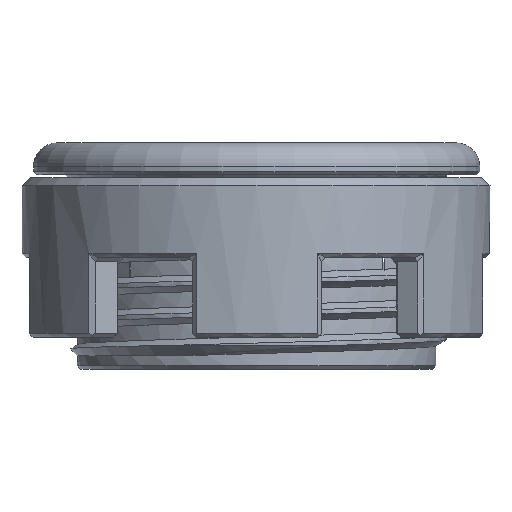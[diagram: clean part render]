
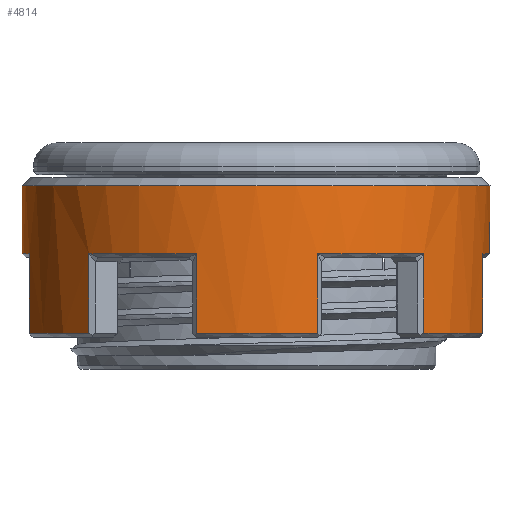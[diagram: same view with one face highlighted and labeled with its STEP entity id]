
A CAD part, left-side view. The second image highlights one B-rep face of the part: STEP entity #4814.
In plain terms, the highlighted cylindrical face has radius 14.68 mm (diameter 29.361 mm), a full revolution.
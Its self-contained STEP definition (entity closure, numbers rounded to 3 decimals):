
#688=LINE('',#10829,#1036);
#726=LINE('',#10977,#1074);
#746=LINE('',#11053,#1094);
#766=LINE('',#11129,#1114);
#782=LINE('',#11193,#1130);
#783=LINE('',#11199,#1131);
#784=LINE('',#11201,#1132);
#785=LINE('',#11205,#1133);
#786=LINE('',#11209,#1134);
#787=LINE('',#11212,#1135);
#788=LINE('',#11215,#1136);
#789=LINE('',#11218,#1137);
#790=LINE('',#11221,#1138);
#1036=VECTOR('',#6021,10.);
#1074=VECTOR('',#6129,10.);
#1094=VECTOR('',#6185,10.);
#1114=VECTOR('',#6241,10.);
#1130=VECTOR('',#6287,10.);
#1131=VECTOR('',#6296,14.68);
#1132=VECTOR('',#6297,10.);
#1133=VECTOR('',#6300,10.);
#1134=VECTOR('',#6303,10.);
#1135=VECTOR('',#6306,10.);
#1136=VECTOR('',#6309,10.);
#1137=VECTOR('',#6312,10.);
#1138=VECTOR('',#6315,10.);
#1224=CYLINDRICAL_SURFACE('',#5218,14.68);
#1429=FACE_OUTER_BOUND('',#1684,.T.);
#1684=EDGE_LOOP('',(#4403,#4404,#4405,#4406,#4407,#4408,#4409,#4410,#4411,
#4412,#4413,#4414,#4415,#4416,#4417,#4418,#4419,#4420,#4421,#4422,#4423,
#4424,#4425,#4426,#4427,#4428,#4429,#4430));
#1843=CIRCLE('',#5113,14.68);
#1844=CIRCLE('',#5114,14.68);
#1848=CIRCLE('',#5132,14.68);
#1852=CIRCLE('',#5149,14.68);
#1856=CIRCLE('',#5167,14.68);
#1860=CIRCLE('',#5185,14.68);
#1865=CIRCLE('',#5214,14.68);
#1866=CIRCLE('',#5219,14.68);
#1867=CIRCLE('',#5220,14.68);
#1868=CIRCLE('',#5221,14.68);
#1869=CIRCLE('',#5222,14.68);
#1870=CIRCLE('',#5223,14.68);
#1871=CIRCLE('',#5224,14.68);
#1872=CIRCLE('',#5225,14.68);
#2227=VERTEX_POINT('',#10765);
#2228=VERTEX_POINT('',#10769);
#2229=VERTEX_POINT('',#10771);
#2243=VERTEX_POINT('',#10828);
#2248=VERTEX_POINT('',#10843);
#2249=VERTEX_POINT('',#10847);
#2267=VERTEX_POINT('',#10915);
#2268=VERTEX_POINT('',#10919);
#2282=VERTEX_POINT('',#10976);
#2287=VERTEX_POINT('',#10991);
#2288=VERTEX_POINT('',#10995);
#2302=VERTEX_POINT('',#11052);
#2307=VERTEX_POINT('',#11067);
#2308=VERTEX_POINT('',#11071);
#2322=VERTEX_POINT('',#11128);
#2336=VERTEX_POINT('',#11185);
#2337=VERTEX_POINT('',#11197);
#2338=VERTEX_POINT('',#11200);
#2339=VERTEX_POINT('',#11202);
#2340=VERTEX_POINT('',#11204);
#2341=VERTEX_POINT('',#11206);
#2342=VERTEX_POINT('',#11208);
#2343=VERTEX_POINT('',#11211);
#2344=VERTEX_POINT('',#11214);
#2345=VERTEX_POINT('',#11217);
#2346=VERTEX_POINT('',#11219);
#2864=EDGE_CURVE('',#2227,#2228,#1843,.T.);
#2865=EDGE_CURVE('',#2228,#2229,#1844,.T.);
#2891=EDGE_CURVE('',#2229,#2243,#688,.T.);
#2897=EDGE_CURVE('',#2248,#2249,#1848,.T.);
#2927=EDGE_CURVE('',#2267,#2268,#1852,.T.);
#2953=EDGE_CURVE('',#2268,#2282,#726,.T.);
#2959=EDGE_CURVE('',#2287,#2288,#1856,.T.);
#2985=EDGE_CURVE('',#2288,#2302,#746,.T.);
#2991=EDGE_CURVE('',#2307,#2308,#1860,.T.);
#3017=EDGE_CURVE('',#2308,#2322,#766,.T.);
#3043=EDGE_CURVE('',#2243,#2336,#1865,.T.);
#3044=EDGE_CURVE('',#2336,#2248,#782,.T.);
#3045=EDGE_CURVE('',#2337,#2337,#1866,.T.);
#3046=EDGE_CURVE('',#2337,#2228,#783,.T.);
#3047=EDGE_CURVE('',#2338,#2227,#784,.T.);
#3048=EDGE_CURVE('',#2339,#2338,#1867,.T.);
#3049=EDGE_CURVE('',#2340,#2339,#785,.T.);
#3050=EDGE_CURVE('',#2341,#2340,#1868,.T.);
#3051=EDGE_CURVE('',#2342,#2341,#786,.T.);
#3052=EDGE_CURVE('',#2322,#2342,#1869,.T.);
#3053=EDGE_CURVE('',#2343,#2307,#787,.T.);
#3054=EDGE_CURVE('',#2302,#2343,#1870,.T.);
#3055=EDGE_CURVE('',#2344,#2287,#788,.T.);
#3056=EDGE_CURVE('',#2282,#2344,#1871,.T.);
#3057=EDGE_CURVE('',#2345,#2267,#789,.T.);
#3058=EDGE_CURVE('',#2346,#2345,#1872,.T.);
#3059=EDGE_CURVE('',#2249,#2346,#790,.T.);
#4403=ORIENTED_EDGE('',*,*,#3045,.F.);
#4404=ORIENTED_EDGE('',*,*,#3046,.T.);
#4405=ORIENTED_EDGE('',*,*,#2864,.F.);
#4406=ORIENTED_EDGE('',*,*,#3047,.F.);
#4407=ORIENTED_EDGE('',*,*,#3048,.F.);
#4408=ORIENTED_EDGE('',*,*,#3049,.F.);
#4409=ORIENTED_EDGE('',*,*,#3050,.F.);
#4410=ORIENTED_EDGE('',*,*,#3051,.F.);
#4411=ORIENTED_EDGE('',*,*,#3052,.F.);
#4412=ORIENTED_EDGE('',*,*,#3017,.F.);
#4413=ORIENTED_EDGE('',*,*,#2991,.F.);
#4414=ORIENTED_EDGE('',*,*,#3053,.F.);
#4415=ORIENTED_EDGE('',*,*,#3054,.F.);
#4416=ORIENTED_EDGE('',*,*,#2985,.F.);
#4417=ORIENTED_EDGE('',*,*,#2959,.F.);
#4418=ORIENTED_EDGE('',*,*,#3055,.F.);
#4419=ORIENTED_EDGE('',*,*,#3056,.F.);
#4420=ORIENTED_EDGE('',*,*,#2953,.F.);
#4421=ORIENTED_EDGE('',*,*,#2927,.F.);
#4422=ORIENTED_EDGE('',*,*,#3057,.F.);
#4423=ORIENTED_EDGE('',*,*,#3058,.F.);
#4424=ORIENTED_EDGE('',*,*,#3059,.F.);
#4425=ORIENTED_EDGE('',*,*,#2897,.F.);
#4426=ORIENTED_EDGE('',*,*,#3044,.F.);
#4427=ORIENTED_EDGE('',*,*,#3043,.F.);
#4428=ORIENTED_EDGE('',*,*,#2891,.F.);
#4429=ORIENTED_EDGE('',*,*,#2865,.F.);
#4430=ORIENTED_EDGE('',*,*,#3046,.F.);
#4814=ADVANCED_FACE('',(#1429),#1224,.T.);
#5113=AXIS2_PLACEMENT_3D('',#10770,#5969,#5970);
#5114=AXIS2_PLACEMENT_3D('',#10772,#5971,#5972);
#5132=AXIS2_PLACEMENT_3D('',#10848,#6027,#6028);
#5149=AXIS2_PLACEMENT_3D('',#10920,#6079,#6080);
#5167=AXIS2_PLACEMENT_3D('',#10996,#6135,#6136);
#5185=AXIS2_PLACEMENT_3D('',#11072,#6191,#6192);
#5214=AXIS2_PLACEMENT_3D('',#11191,#6283,#6284);
#5218=AXIS2_PLACEMENT_3D('',#11196,#6292,#6293);
#5219=AXIS2_PLACEMENT_3D('',#11198,#6294,#6295);
#5220=AXIS2_PLACEMENT_3D('',#11203,#6298,#6299);
#5221=AXIS2_PLACEMENT_3D('',#11207,#6301,#6302);
#5222=AXIS2_PLACEMENT_3D('',#11210,#6304,#6305);
#5223=AXIS2_PLACEMENT_3D('',#11213,#6307,#6308);
#5224=AXIS2_PLACEMENT_3D('',#11216,#6310,#6311);
#5225=AXIS2_PLACEMENT_3D('',#11220,#6313,#6314);
#5969=DIRECTION('center_axis',(0.,0.,-1.));
#5970=DIRECTION('ref_axis',(1.,0.,0.));
#5971=DIRECTION('center_axis',(0.,0.,-1.));
#5972=DIRECTION('ref_axis',(1.,0.,0.));
#6021=DIRECTION('',(0.,0.,1.));
#6027=DIRECTION('center_axis',(0.,0.,-1.));
#6028=DIRECTION('ref_axis',(1.,0.,0.));
#6079=DIRECTION('center_axis',(0.,0.,-1.));
#6080=DIRECTION('ref_axis',(-1.,0.,0.));
#6129=DIRECTION('',(0.,0.,1.));
#6135=DIRECTION('center_axis',(0.,0.,-1.));
#6136=DIRECTION('ref_axis',(-1.,0.,0.));
#6185=DIRECTION('',(0.,0.,1.));
#6191=DIRECTION('center_axis',(0.,0.,-1.));
#6192=DIRECTION('ref_axis',(-1.,0.,0.));
#6241=DIRECTION('',(0.,0.,1.));
#6283=DIRECTION('center_axis',(0.,0.,-1.));
#6284=DIRECTION('ref_axis',(1.,0.,0.));
#6287=DIRECTION('',(0.,0.,-1.));
#6292=DIRECTION('center_axis',(0.,0.,1.));
#6293=DIRECTION('ref_axis',(-1.,0.,0.));
#6294=DIRECTION('center_axis',(0.,0.,1.));
#6295=DIRECTION('ref_axis',(-1.,0.,0.));
#6296=DIRECTION('',(0.,0.,-1.));
#6297=DIRECTION('',(0.,0.,-1.));
#6298=DIRECTION('center_axis',(0.,0.,-1.));
#6299=DIRECTION('ref_axis',(1.,0.,0.));
#6300=DIRECTION('',(0.,0.,1.));
#6301=DIRECTION('center_axis',(0.,0.,-1.));
#6302=DIRECTION('ref_axis',(1.,0.,0.));
#6303=DIRECTION('',(0.,0.,-1.));
#6304=DIRECTION('center_axis',(0.,0.,-1.));
#6305=DIRECTION('ref_axis',(1.,0.,0.));
#6306=DIRECTION('',(0.,0.,-1.));
#6307=DIRECTION('center_axis',(0.,0.,-1.));
#6308=DIRECTION('ref_axis',(-1.,0.,0.));
#6309=DIRECTION('',(0.,0.,-1.));
#6310=DIRECTION('center_axis',(0.,0.,-1.));
#6311=DIRECTION('ref_axis',(-1.,0.,0.));
#6312=DIRECTION('',(0.,0.,-1.));
#6313=DIRECTION('center_axis',(0.,0.,-1.));
#6314=DIRECTION('ref_axis',(1.,0.,0.));
#6315=DIRECTION('',(0.,0.,1.));
#10765=CARTESIAN_POINT('',(14.292,3.769,-1.35));
#10769=CARTESIAN_POINT('',(14.774,0.041,-1.35));
#10770=CARTESIAN_POINT('Origin',(0.093,0.041,-1.35));
#10771=CARTESIAN_POINT('',(14.255,-3.825,-1.35));
#10772=CARTESIAN_POINT('Origin',(0.093,0.041,-1.35));
#10828=CARTESIAN_POINT('',(14.255,-3.825,3.65));
#10829=CARTESIAN_POINT('',(14.255,-3.825,3.4));
#10843=CARTESIAN_POINT('',(10.571,-10.241,-1.35));
#10847=CARTESIAN_POINT('',(4.031,-14.101,-1.35));
#10848=CARTESIAN_POINT('Origin',(0.093,0.041,-1.35));
#10915=CARTESIAN_POINT('',(-3.503,-14.192,-1.35));
#10919=CARTESIAN_POINT('',(-10.134,-10.49,-1.35));
#10920=CARTESIAN_POINT('Origin',(0.093,0.041,-1.35));
#10976=CARTESIAN_POINT('',(-10.134,-10.49,3.65));
#10977=CARTESIAN_POINT('',(-10.134,-10.49,3.4));
#10991=CARTESIAN_POINT('',(-14.069,-3.825,-1.35));
#10995=CARTESIAN_POINT('',(-14.106,3.769,-1.35));
#10996=CARTESIAN_POINT('Origin',(0.093,0.041,-1.35));
#11052=CARTESIAN_POINT('',(-14.106,3.769,3.65));
#11053=CARTESIAN_POINT('',(-14.106,3.769,3.4));
#11067=CARTESIAN_POINT('',(-10.185,10.523,-1.35));
#11071=CARTESIAN_POINT('',(-3.573,14.257,-1.35));
#11072=CARTESIAN_POINT('Origin',(0.093,0.041,-1.35));
#11128=CARTESIAN_POINT('',(-3.573,14.257,3.65));
#11129=CARTESIAN_POINT('',(-3.573,14.257,3.4));
#11185=CARTESIAN_POINT('',(10.571,-10.241,3.65));
#11191=CARTESIAN_POINT('Origin',(0.093,0.041,3.65));
#11193=CARTESIAN_POINT('',(10.571,-10.241,3.4));
#11196=CARTESIAN_POINT('Origin',(0.093,0.041,3.4));
#11197=CARTESIAN_POINT('',(14.774,0.041,7.9));
#11198=CARTESIAN_POINT('Origin',(0.093,0.041,7.9));
#11199=CARTESIAN_POINT('',(14.774,0.041,3.4));
#11200=CARTESIAN_POINT('',(14.292,3.769,3.65));
#11201=CARTESIAN_POINT('',(14.292,3.769,3.4));
#11202=CARTESIAN_POINT('',(10.621,10.272,3.65));
#11203=CARTESIAN_POINT('Origin',(0.093,0.041,3.65));
#11204=CARTESIAN_POINT('',(10.621,10.272,-1.35));
#11205=CARTESIAN_POINT('',(10.621,10.272,3.4));
#11206=CARTESIAN_POINT('',(4.1,14.164,-1.35));
#11207=CARTESIAN_POINT('Origin',(0.093,0.041,-1.35));
#11208=CARTESIAN_POINT('',(4.1,14.164,3.65));
#11209=CARTESIAN_POINT('',(4.1,14.164,3.4));
#11210=CARTESIAN_POINT('Origin',(0.093,0.041,3.65));
#11211=CARTESIAN_POINT('',(-10.185,10.523,3.65));
#11212=CARTESIAN_POINT('',(-10.185,10.523,3.4));
#11213=CARTESIAN_POINT('Origin',(0.093,0.041,3.65));
#11214=CARTESIAN_POINT('',(-14.069,-3.825,3.65));
#11215=CARTESIAN_POINT('',(-14.069,-3.825,3.4));
#11216=CARTESIAN_POINT('Origin',(0.093,0.041,3.65));
#11217=CARTESIAN_POINT('',(-3.503,-14.192,3.65));
#11218=CARTESIAN_POINT('',(-3.503,-14.192,3.4));
#11219=CARTESIAN_POINT('',(4.031,-14.101,3.65));
#11220=CARTESIAN_POINT('Origin',(0.093,0.041,3.65));
#11221=CARTESIAN_POINT('',(4.031,-14.101,3.4));
